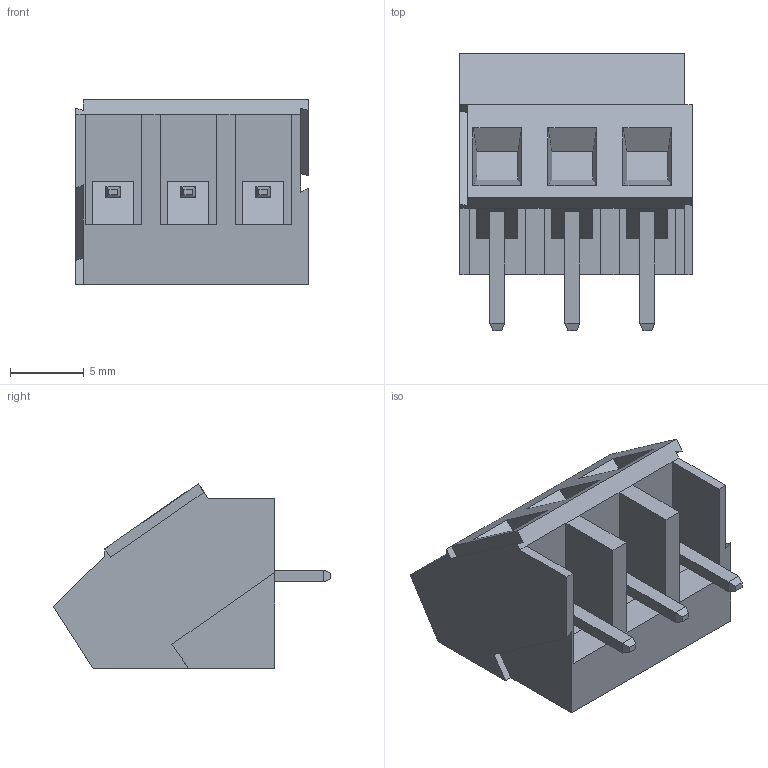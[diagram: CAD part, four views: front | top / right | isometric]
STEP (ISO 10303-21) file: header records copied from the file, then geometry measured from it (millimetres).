
FILE_DESCRIPTION((''),'2;1');
FILE_NAME('C-1546074-3','2012-10-25T',('workeradm'),('Tyco Electronics Ltd.'),'PRO/ENGINEER BY PARAMETRIC TECHNOLOGY CORPORATION, 2010430','PRO/ENGINEER BY PARAMETRIC TECHNOLOGY CORPORATION, 2010430','');
FILE_SCHEMA(('AUTOMOTIVE_DESIGN { 1 0 10303 214 1 1 1 1 }'));
Length unit declared in the file: millimetre
Products named in the file (1): C-1546074-3
Bounding box: 15.74 x 18.8 x 12.5 mm (x, y, z)
Volume: 1697.8 mm3; surface area: 1419.9 mm2
Topology: 1 solids, 1 shells, 109 faces, 274 edges, 176 vertices
Faces by surface type: plane 103, cylinder 6
Entity records: 4336 total; most frequent: CARTESIAN_POINT 561, ORIENTED_EDGE 548, DIRECTION 516, PRESENTATION_STYLE_ASSIGNMENT 275, STYLED_ITEM 275, CURVE_STYLE 274, EDGE_CURVE 274, VECTOR 250
